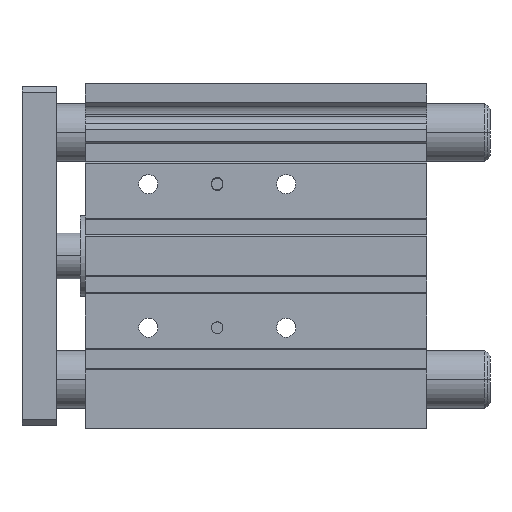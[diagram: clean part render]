
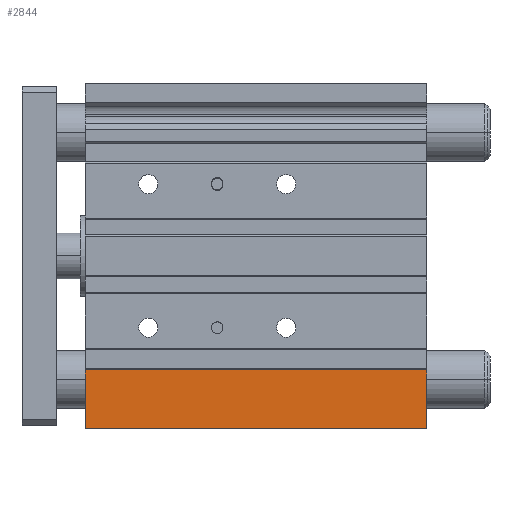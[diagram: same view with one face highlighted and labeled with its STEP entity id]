
A CAD part, top view. The second image highlights one B-rep face of the part: STEP entity #2844.
In plain terms, the highlighted planar face has unit normal (0, 0, 1).
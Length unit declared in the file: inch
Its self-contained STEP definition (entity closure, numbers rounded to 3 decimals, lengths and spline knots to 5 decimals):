
#75 = LINE ( 'NONE', #252, #2859 ) ;
#252 = CARTESIAN_POINT ( 'NONE',  ( 4.68504, -1.56496, 1.06299 ) ) ;
#944 = DIRECTION ( 'NONE',  ( 0., -1., 0. ) ) ;
#946 = ORIENTED_EDGE ( 'NONE', *, *, #4335, .F. ) ;
#1004 = FACE_OUTER_BOUND ( 'NONE', #7437, .T. ) ;
#1205 = VECTOR ( 'NONE', #6416, 39.37008 ) ;
#1674 = VERTEX_POINT ( 'NONE', #9965 ) ;
#1903 = VECTOR ( 'NONE', #4647, 39.37008 ) ;
#2807 = VECTOR ( 'NONE', #5167, 39.37008 ) ;
#2844 = ADVANCED_FACE ( 'NONE', ( #1004 ), #7330, .F. ) ;
#2859 = VECTOR ( 'NONE', #11186, 39.37008 ) ;
#3142 = ORIENTED_EDGE ( 'NONE', *, *, #9968, .T. ) ;
#4335 = EDGE_CURVE ( 'NONE', #7440, #1674, #8167, .T. ) ;
#4647 = DIRECTION ( 'NONE',  ( 0., -1., 0. ) ) ;
#5036 = ORIENTED_EDGE ( 'NONE', *, *, #9200, .T. ) ;
#5167 = DIRECTION ( 'NONE',  ( -1., 0., 0. ) ) ;
#5549 = ORIENTED_EDGE ( 'NONE', *, *, #8204, .F. ) ;
#6416 = DIRECTION ( 'NONE',  ( 0., -1., 0. ) ) ;
#7212 = CARTESIAN_POINT ( 'NONE',  ( 4.68504, -2.3622, 1.06299 ) ) ;
#7330 = PLANE ( 'NONE',  #9398 ) ;
#7387 = CARTESIAN_POINT ( 'NONE',  ( 4.68504, -1.56496, 1.06299 ) ) ;
#7437 = EDGE_LOOP ( 'NONE', ( #5036, #5549, #946, #3142 ) ) ;
#7440 = VERTEX_POINT ( 'NONE', #11518 ) ;
#7954 = LINE ( 'NONE', #7212, #2807 ) ;
#8073 = CARTESIAN_POINT ( 'NONE',  ( 0., -2.3622, 1.06299 ) ) ;
#8167 = LINE ( 'NONE', #11010, #1205 ) ;
#8204 = EDGE_CURVE ( 'NONE', #1674, #9508, #7954, .T. ) ;
#8410 = DIRECTION ( 'NONE',  ( 0., 0., -1. ) ) ;
#9200 = EDGE_CURVE ( 'NONE', #11492, #9508, #11962, .T. ) ;
#9398 = AXIS2_PLACEMENT_3D ( 'NONE', #7387, #8410, #944 ) ;
#9508 = VERTEX_POINT ( 'NONE', #8073 ) ;
#9965 = CARTESIAN_POINT ( 'NONE',  ( 4.68504, -2.3622, 1.06299 ) ) ;
#9968 = EDGE_CURVE ( 'NONE', #7440, #11492, #75, .T. ) ;
#11010 = CARTESIAN_POINT ( 'NONE',  ( 4.68504, -1.56496, 1.06299 ) ) ;
#11044 = CARTESIAN_POINT ( 'NONE',  ( 0., -1.56496, 1.06299 ) ) ;
#11186 = DIRECTION ( 'NONE',  ( -1., 0., 0. ) ) ;
#11359 = CARTESIAN_POINT ( 'NONE',  ( 0., -1.56496, 1.06299 ) ) ;
#11492 = VERTEX_POINT ( 'NONE', #11359 ) ;
#11518 = CARTESIAN_POINT ( 'NONE',  ( 4.68504, -1.56496, 1.06299 ) ) ;
#11962 = LINE ( 'NONE', #11044, #1903 ) ;
